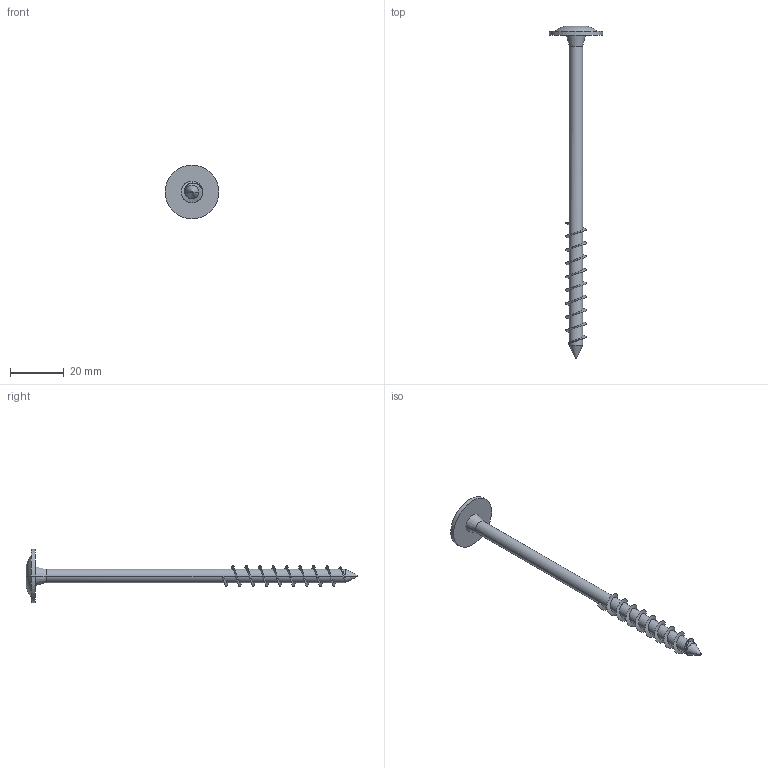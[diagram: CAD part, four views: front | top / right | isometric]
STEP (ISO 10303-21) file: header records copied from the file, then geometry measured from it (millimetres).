
FILE_DESCRIPTION (( 'STEP AP214' ), '1' );
FILE_NAME ('5901802.STEP', '2024-05-29T08:43:49', ( '' ), ( '' ), 'SwSTEP 2.0', 'SolidWorks 2022', '' );
FILE_SCHEMA (( 'AUTOMOTIVE_DESIGN' ));
Length unit declared in the file: millimetre
Products named in the file (1): 5901802
Bounding box: 20 x 123.5 x 20 mm (x, y, z)
Volume: 3095.2 mm3; surface area: 3101.9 mm2
Topology: 1 solids, 1 shells, 56 faces, 147 edges, 96 vertices
Faces by surface type: cylinder 40, cone 6, plane 6, torus 2, bspline 2
Entity records: 3935 total; most frequent: CARTESIAN_POINT 1986, ORIENTED_EDGE 294, DIRECTION 265, EDGE_CURVE 147, AXIS2_PLACEMENT_3D 108, VERTEX_POINT 96, EDGE_LOOP 59, UNCERTAINTY_MEASURE_WITH_UNIT 59
